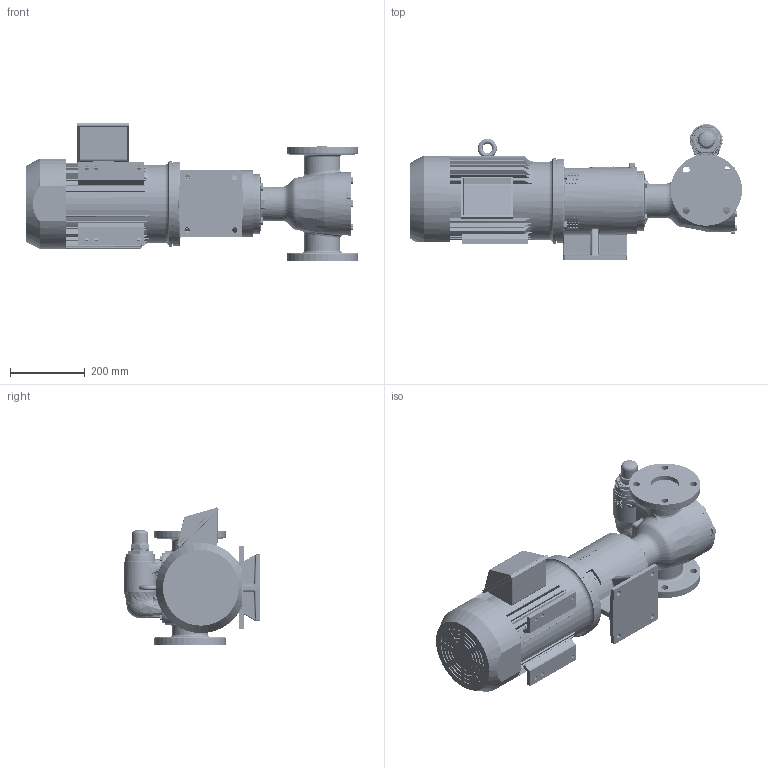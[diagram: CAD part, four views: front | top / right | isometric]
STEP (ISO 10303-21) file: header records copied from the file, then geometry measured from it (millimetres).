
FILE_DESCRIPTION (( 'STEP AP214' ), '1' );
FILE_NAME ('AV-611.STEP', '2019-12-04T17:53:59', ( '' ), ( '' ), 'SwSTEP 2.0', 'SolidWorks 2018', '' );
FILE_SCHEMA (( 'AUTOMOTIVE_DESIGN' ));
Length unit declared in the file: inch
Products named in the file (1): AV-611
Bounding box: 885.57 x 364.57 x 367.9 mm (x, y, z)
Volume: 30077910.8 mm3; surface area: 1317671.4 mm2
Topology: 1 solids, 1 shells, 8537 faces, 22285 edges, 14482 vertices
Faces by surface type: plane 4522, bspline 2675, cylinder 879, cone 244, torus 121, sphere 96
Entity records: 570686 total; most frequent: CARTESIAN_POINT 330747, ORIENTED_EDGE 44414, DIRECTION 28563, EDGE_CURVE 22207, VERTEX_POINT 14470, VECTOR 12661, LINE 12661, EDGE_LOOP 9731
